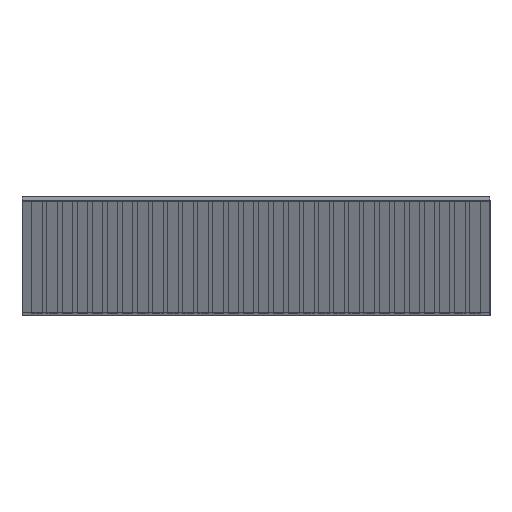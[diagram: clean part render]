
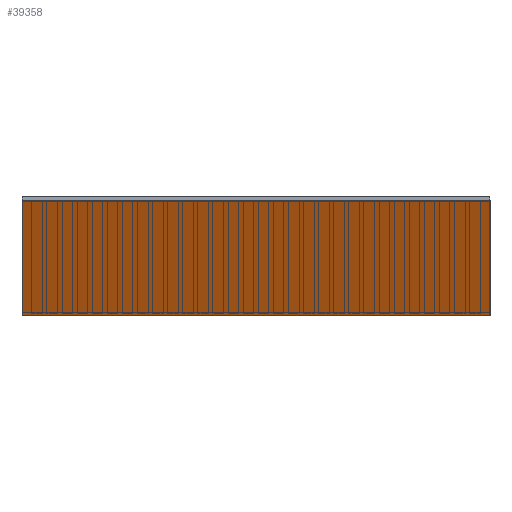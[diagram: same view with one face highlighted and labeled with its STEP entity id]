
A CAD part, left-side view. The second image highlights one B-rep face of the part: STEP entity #39358.
In plain terms, the highlighted planar face has unit normal (-0.909, 0, -0.416).
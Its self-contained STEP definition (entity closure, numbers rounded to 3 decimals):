
#1125=ORIENTED_EDGE('',*,*,#9290,.F.);
#1126=ORIENTED_EDGE('',*,*,#9642,.F.);
#1127=ORIENTED_EDGE('',*,*,#9284,.T.);
#1128=ORIENTED_EDGE('',*,*,#9643,.T.);
#9284=EDGE_CURVE('',#13614,#13613,#16508,.T.);
#9290=EDGE_CURVE('',#13618,#13619,#16514,.T.);
#9642=EDGE_CURVE('',#13614,#13618,#16866,.T.);
#9643=EDGE_CURVE('',#13613,#13619,#16867,.T.);
#13613=VERTEX_POINT('',#50141);
#13614=VERTEX_POINT('',#50143);
#13618=VERTEX_POINT('',#50153);
#13619=VERTEX_POINT('',#50155);
#16508=LINE('',#50142,#20868);
#16514=LINE('',#50154,#20874);
#16866=LINE('',#50796,#21226);
#16867=LINE('',#50798,#21227);
#20868=VECTOR('',#42619,1000.);
#20874=VECTOR('',#42627,1000.);
#21226=VECTOR('',#43099,1000.);
#21227=VECTOR('',#43102,1000.);
#24975=EDGE_LOOP('',(#1125,#1126,#1127,#1128));
#26413=FACE_BOUND('',#24975,.T.);
#27851=PLANE('',#40803);
#39358=ADVANCED_FACE('',(#26413),#27851,.T.);
#40803=AXIS2_PLACEMENT_3D('',#50797,#43100,#43101);
#42619=DIRECTION('',(0.416,0.,-0.909));
#42627=DIRECTION('',(0.416,0.,-0.909));
#43099=DIRECTION('',(0.,-1.,0.));
#43100=DIRECTION('',(-0.909,0.,-0.416));
#43101=DIRECTION('',(-0.416,0.,0.909));
#43102=DIRECTION('',(0.,-1.,0.));
#50141=CARTESIAN_POINT('',(38.34,31.,-7.58));
#50142=CARTESIAN_POINT('',(38.34,31.,-7.58));
#50143=CARTESIAN_POINT('',(34.902,31.,-0.075));
#50153=CARTESIAN_POINT('',(34.902,0.,-0.075));
#50154=CARTESIAN_POINT('',(38.34,0.,-7.58));
#50155=CARTESIAN_POINT('',(38.34,0.,-7.58));
#50796=CARTESIAN_POINT('',(34.902,31.,-0.075));
#50797=CARTESIAN_POINT('',(38.34,31.,-7.58));
#50798=CARTESIAN_POINT('',(38.34,31.,-7.58));
